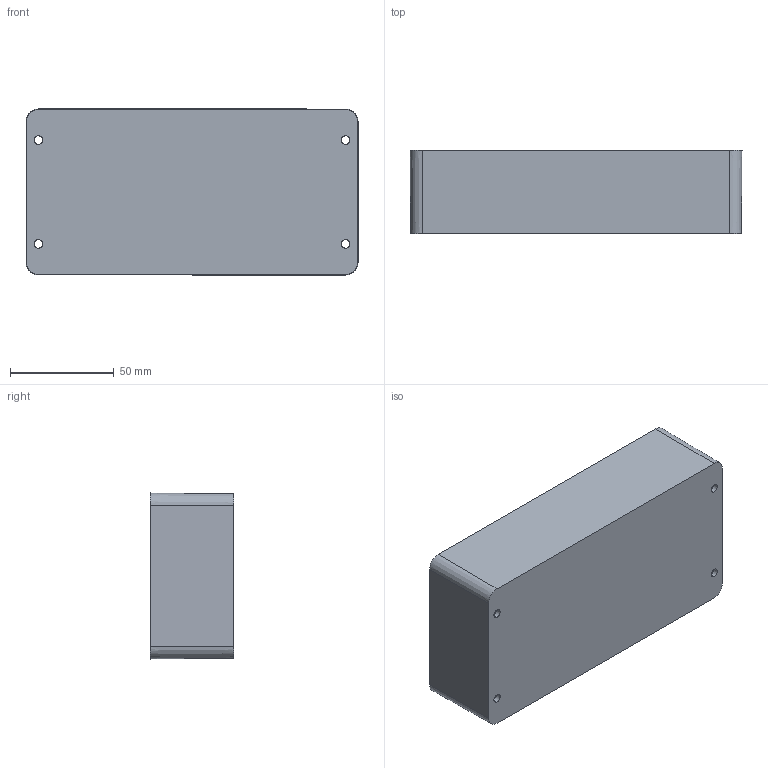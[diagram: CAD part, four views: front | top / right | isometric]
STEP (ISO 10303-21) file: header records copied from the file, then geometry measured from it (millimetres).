
FILE_DESCRIPTION (( 'STEP AP203' ), '1' );
FILE_NAME ('FIBOX_EU081604B.STEP', '2005-08-31T09:45:02', ( ' ' ), ( ' ' ), 'SwSTEP 2.0', 'SolidWorks 2005187', '' );
FILE_SCHEMA (( 'CONFIG_CONTROL_DESIGN' ));
Length unit declared in the file: millimetre
Products named in the file (1): FIBOX_EU081604B
Bounding box: 160 x 40 x 80 mm (x, y, z)
Volume: 110102.6 mm3; surface area: 67023.6 mm2
Topology: 1 solids, 1 shells, 208 faces, 489 edges, 326 vertices
Faces by surface type: plane 104, cylinder 88, cone 16
Entity records: 6134 total; most frequent: DIRECTION 1115, CARTESIAN_POINT 1024, ORIENTED_EDGE 978, EDGE_CURVE 489, AXIS2_PLACEMENT_3D 417, VERTEX_POINT 326, VECTOR 281, LINE 281
